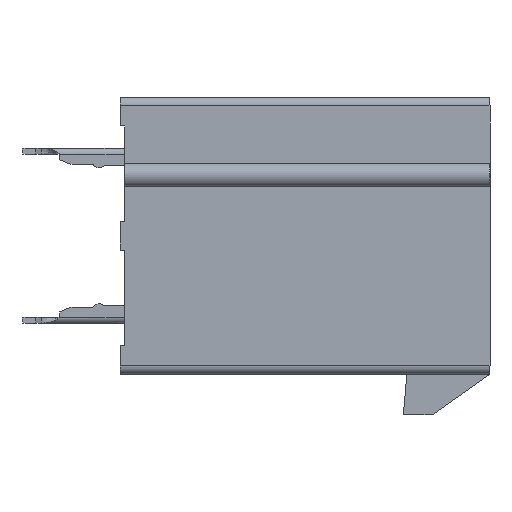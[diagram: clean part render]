
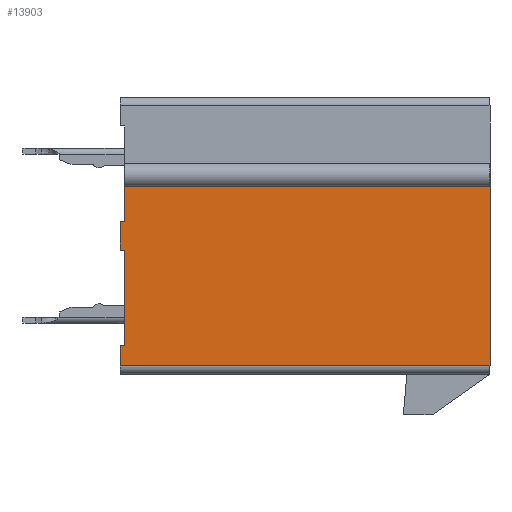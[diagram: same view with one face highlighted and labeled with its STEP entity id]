
A CAD part, left-side view. The second image highlights one B-rep face of the part: STEP entity #13903.
In plain terms, the highlighted planar face has unit normal (-1, 0, 0).
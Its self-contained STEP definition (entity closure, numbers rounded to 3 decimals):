
#240=CARTESIAN_POINT('',(-25.8,12.8,-4.5));
#241=VERTEX_POINT('',#240);
#259=CARTESIAN_POINT('',(-25.8,0.,-4.5));
#260=VERTEX_POINT('',#259);
#268=CARTESIAN_POINT('',(-25.8,0.,-4.5));
#269=DIRECTION('',(0.,1.,0.));
#270=VECTOR('',#269,12.8);
#271=LINE('',#268,#270);
#272=EDGE_CURVE('',#260,#241,#271,.T.);
#1636=CARTESIAN_POINT('',(-25.8,12.8,0.5));
#1637=VERTEX_POINT('',#1636);
#1638=CARTESIAN_POINT('',(-25.8,12.65,0.5));
#1639=VERTEX_POINT('',#1638);
#1640=CARTESIAN_POINT('',(-25.8,12.8,0.5));
#1641=DIRECTION('',(0.,-1.,0.));
#1642=VECTOR('',#1641,0.15);
#1643=LINE('',#1640,#1642);
#1644=EDGE_CURVE('',#1637,#1639,#1643,.T.);
#1748=CARTESIAN_POINT('',(-25.8,12.8,-0.5));
#1749=VERTEX_POINT('',#1748);
#1756=CARTESIAN_POINT('',(-25.8,12.8,-0.5));
#1757=DIRECTION('',(0.,0.,1.));
#1758=VECTOR('',#1757,1.);
#1759=LINE('',#1756,#1758);
#1760=EDGE_CURVE('',#1749,#1637,#1759,.T.);
#1771=CARTESIAN_POINT('',(-25.8,12.65,-0.5));
#1772=VERTEX_POINT('',#1771);
#1773=CARTESIAN_POINT('',(-25.8,12.65,-0.5));
#1774=DIRECTION('',(0.,1.,0.));
#1775=VECTOR('',#1774,0.15);
#1776=LINE('',#1773,#1775);
#1777=EDGE_CURVE('',#1772,#1749,#1776,.T.);
#1802=CARTESIAN_POINT('',(-25.8,12.65,-3.8));
#1803=VERTEX_POINT('',#1802);
#1804=CARTESIAN_POINT('',(-25.8,12.65,-3.8));
#1805=DIRECTION('',(0.,0.,1.));
#1806=VECTOR('',#1805,3.3);
#1807=LINE('',#1804,#1806);
#1808=EDGE_CURVE('',#1803,#1772,#1807,.T.);
#1833=CARTESIAN_POINT('',(-25.8,12.8,-3.8));
#1834=VERTEX_POINT('',#1833);
#1835=CARTESIAN_POINT('',(-25.8,12.8,-3.8));
#1836=DIRECTION('',(0.,-1.,0.));
#1837=VECTOR('',#1836,0.15);
#1838=LINE('',#1835,#1837);
#1839=EDGE_CURVE('',#1834,#1803,#1838,.T.);
#1888=CARTESIAN_POINT('',(-25.8,12.8,-4.5));
#1889=DIRECTION('',(0.,0.,1.));
#1890=VECTOR('',#1889,0.7);
#1891=LINE('',#1888,#1890);
#1892=EDGE_CURVE('',#241,#1834,#1891,.T.);
#13653=CARTESIAN_POINT('',(-25.8,0.,1.7));
#13654=VERTEX_POINT('',#13653);
#13662=CARTESIAN_POINT('',(-25.8,0.,1.7));
#13663=DIRECTION('',(0.,0.,-1.));
#13664=VECTOR('',#13663,6.2);
#13665=LINE('',#13662,#13664);
#13666=EDGE_CURVE('',#13654,#260,#13665,.T.);
#13853=CARTESIAN_POINT('',(-25.8,12.65,1.7));
#13854=VERTEX_POINT('',#13853);
#13855=CARTESIAN_POINT('',(-25.8,12.65,0.5));
#13856=DIRECTION('',(0.,0.,1.));
#13857=VECTOR('',#13856,1.2);
#13858=LINE('',#13855,#13857);
#13859=EDGE_CURVE('',#1639,#13854,#13858,.T.);
#13881=CARTESIAN_POINT('',(-25.8,6.348,0.));
#13882=DIRECTION('',(0.,-1.,0.));
#13883=DIRECTION('',(-1.,0.,0.));
#13884=AXIS2_PLACEMENT_3D('',#13881,#13883,#13882);
#13885=PLANE('',#13884);
#13886=ORIENTED_EDGE('',*,*,#1644,.F.);
#13887=ORIENTED_EDGE('',*,*,#1760,.F.);
#13888=ORIENTED_EDGE('',*,*,#1777,.F.);
#13889=ORIENTED_EDGE('',*,*,#1808,.F.);
#13890=ORIENTED_EDGE('',*,*,#1839,.F.);
#13891=ORIENTED_EDGE('',*,*,#1892,.F.);
#13892=ORIENTED_EDGE('',*,*,#272,.F.);
#13893=ORIENTED_EDGE('',*,*,#13666,.F.);
#13894=CARTESIAN_POINT('',(-25.8,0.,1.7));
#13895=DIRECTION('',(0.,1.,0.));
#13896=VECTOR('',#13895,12.65);
#13897=LINE('',#13894,#13896);
#13898=EDGE_CURVE('',#13654,#13854,#13897,.T.);
#13899=ORIENTED_EDGE('',*,*,#13898,.T.);
#13900=ORIENTED_EDGE('',*,*,#13859,.F.);
#13901=EDGE_LOOP('',(#13886,#13887,#13888,#13889,#13890,#13891,#13892,#13893,#13899,#13900));
#13902=FACE_OUTER_BOUND('',#13901,.T.);
#13903=ADVANCED_FACE('',(#13902),#13885,.T.);
